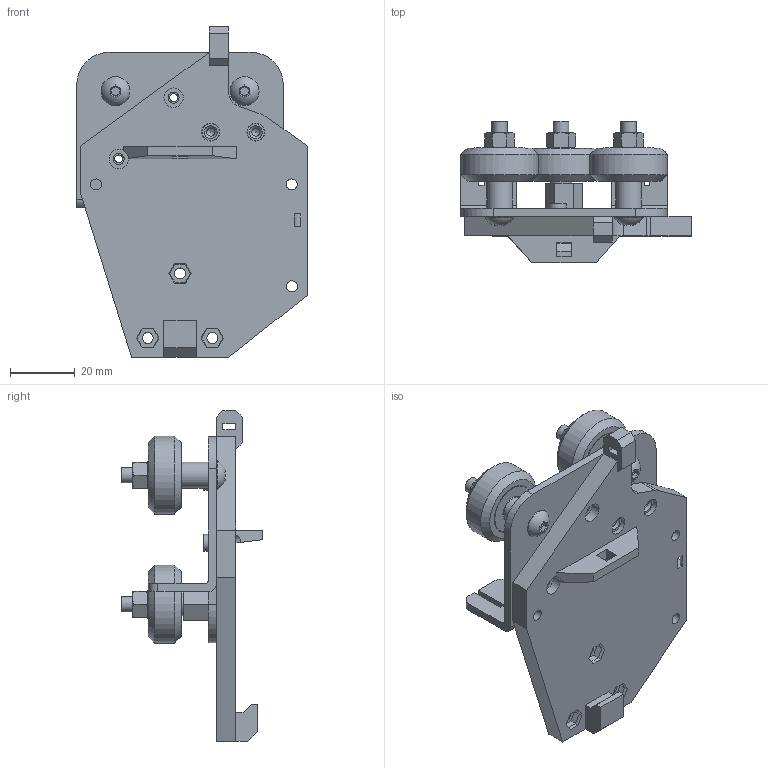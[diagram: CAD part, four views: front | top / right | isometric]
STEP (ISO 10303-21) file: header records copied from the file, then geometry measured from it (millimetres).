
FILE_DESCRIPTION(/* description */ (''),/* implementation_level */ '2;1');
FILE_NAME(/* name */ 'Ender3 printer mounting plate.step',/* time_stamp */ '2025-07-26T23:19:32+02:00',/* author */ (''),/* organization */ (''),/* preprocessor_version */ 'ST-DEVELOPER v20.1',/* originating_system */ 'Autodesk Translation Framework v14.10.0.0',/* authorisation */ '');
FILE_SCHEMA (('AUTOMOTIVE_DESIGN { 1 0 10303 214 3 1 1 }'));
Length unit declared in the file: millimetre
Products named in the file (10): Рама; Балка_оси_Z_в_
сборе; Экструдер_в_
сборе; Основание_3; Эксцентрик; Винт_1; Дистанционная_
втулка; Ролик_1; AS 1112 - M5  Тип 5; GB printhead V3
Assembly tree (16 placements, depth 4):
  Рама
    Балка_оси_Z_в_
сборе
      Экструдер_в_
сборе
        Основание_3
        AS 1112 - M5  Тип 5  x3
        Винт_1  x3
        Ролик_1  x3
        Эксцентрик
        Дистанционная_
втулка  x2
    GB printhead V3
Bounding box: 71.5 x 43.9 x 102.5 mm (x, y, z)
Volume: 55917.1 mm3; surface area: 31271.2 mm2
Topology: 14 solids, 14 shells, 415 faces, 932 edges, 580 vertices
Faces by surface type: plane 253, cone 81, cylinder 75, sphere 3, torus 3
Full cylindrical faces by diameter (mm): 2.459 x4, 3.4 x8, 4.134 x3, 4.8 x3, 4.9 x1, 4.96 x3, 5.06 x2, 5.2 x2, 5.27 x2, 5.3 x2, 5.57 x2, 6 x2, 7.04 x2, 7.2 x1, 8 x2, 8.54 x6, 15.6 x6, 16 x6, 24.08 x3
Entity records: 8260 total; most frequent: CARTESIAN_POINT 1425, DIRECTION 1375, ORIENTED_EDGE 1296, EDGE_CURVE 648, LINE 463, VECTOR 463, AXIS2_PLACEMENT_3D 456, VERTEX_POINT 410
